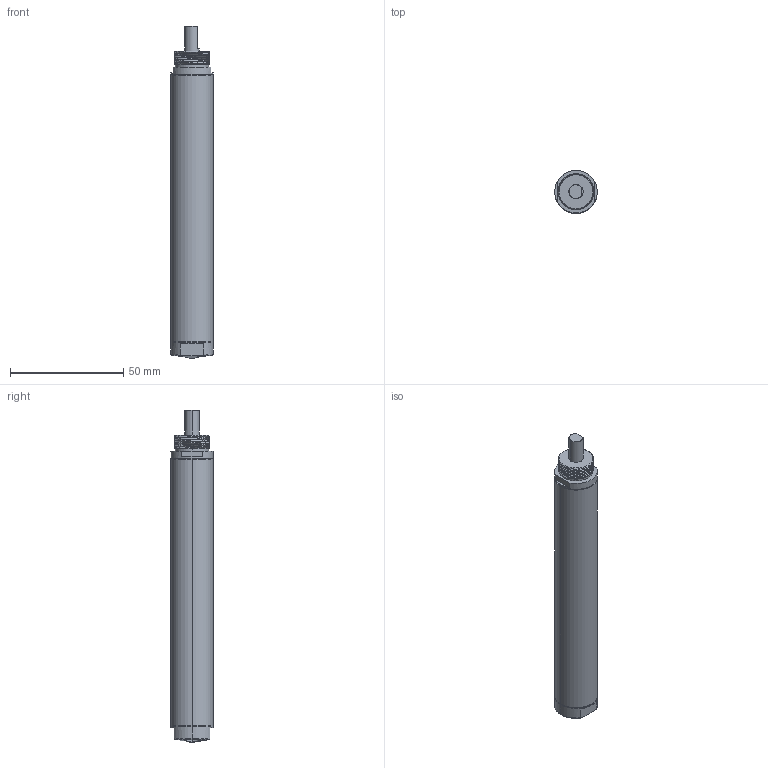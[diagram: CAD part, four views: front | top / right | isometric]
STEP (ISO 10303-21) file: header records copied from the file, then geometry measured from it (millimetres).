
FILE_DESCRIPTION (( 'STEP AP203' ), '1' );
FILE_NAME ('MMR5001 Series v02.STEP', '2011-09-28T16:45:51', ( ' ' ), ( ' ' ), 'SwSTEP 2.0', 'SolidWorks 2005339', '' );
FILE_SCHEMA (( 'CONFIG_CONTROL_DESIGN' ));
Length unit declared in the file: inch
Products named in the file (1): MMR5001 Series v02
Bounding box: 18.8 x 18.8 x 146.74 mm (x, y, z)
Volume: 36502.6 mm3; surface area: 9102.5 mm2
Topology: 1 solids, 1 shells, 92 faces, 233 edges, 153 vertices
Faces by surface type: plane 44, cylinder 32, cone 7, bspline 6, torus 3
Entity records: 4897 total; most frequent: CARTESIAN_POINT 2743, ORIENTED_EDGE 466, DIRECTION 386, EDGE_CURVE 233, VERTEX_POINT 153, AXIS2_PLACEMENT_3D 142, EDGE_LOOP 102, VECTOR 102
